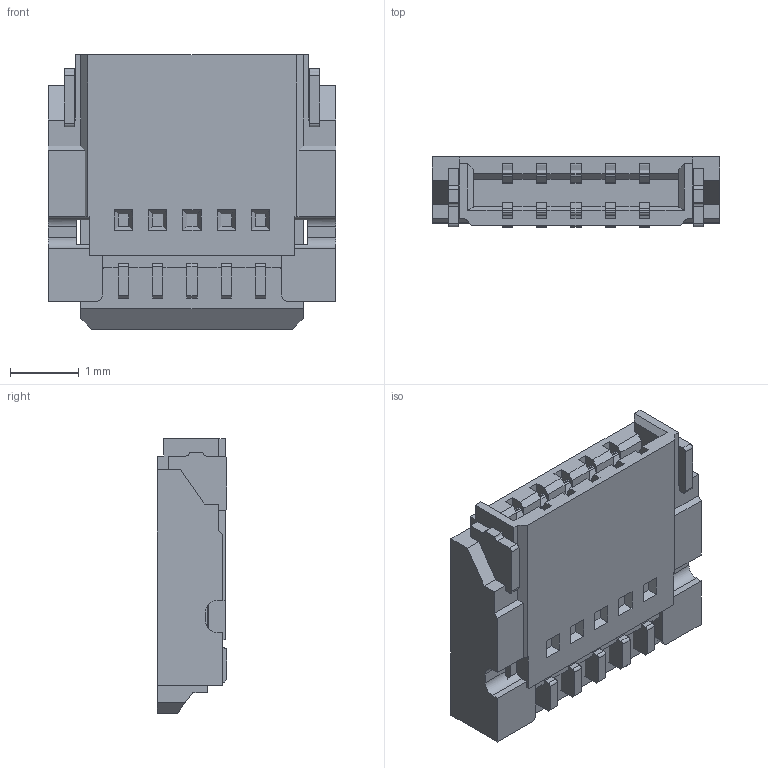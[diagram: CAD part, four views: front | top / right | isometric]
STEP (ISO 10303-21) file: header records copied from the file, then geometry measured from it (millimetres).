
FILE_DESCRIPTION (( 'STEP AP214' ), '1' );
FILE_NAME ('5034800540.STEP', '2024-03-26T11:21:46', ( '' ), ( '' ), 'SwSTEP 2.0', 'SolidWorks 2021', '' );
FILE_SCHEMA (( 'AUTOMOTIVE_DESIGN' ));
Length unit declared in the file: millimetre
Products named in the file (2): 5034800540; 503480-xxxx_05
Assembly tree (1 placements, depth 2):
  5034800540
    503480-xxxx_05
Bounding box: 4.2 x 1.02 x 4 mm (x, y, z)
Volume: 11.6 mm3; surface area: 98.7 mm2
Topology: 14 solids, 14 shells, 390 faces, 1078 edges, 718 vertices
Faces by surface type: plane 319, cylinder 71
Entity records: 12503 total; most frequent: CARTESIAN_POINT 2190, ORIENTED_EDGE 2156, DIRECTION 2012, EDGE_CURVE 1078, VECTOR 932, LINE 932, VERTEX_POINT 718, AXIS2_PLACEMENT_3D 540
